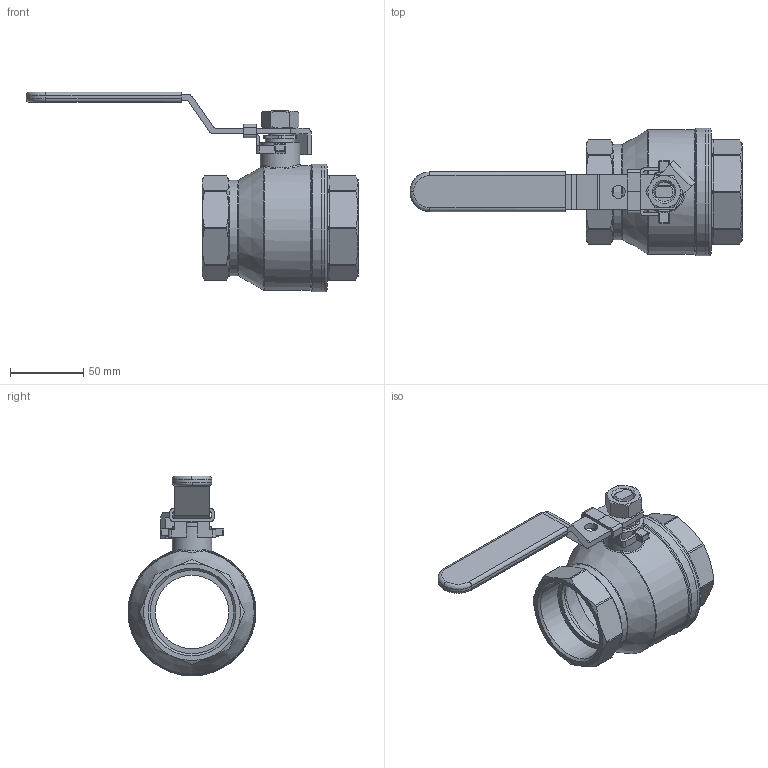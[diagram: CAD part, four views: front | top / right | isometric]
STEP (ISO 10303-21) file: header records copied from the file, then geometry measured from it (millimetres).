
FILE_DESCRIPTION(/* description */ ('Unknown'),/* implementation_level */ '2;1');
FILE_NAME(/* name */ '9360-09',/* time_stamp */ '2022-07-04T08:47:39+02:00',/* author */ ('Unknown'),/* organization */ ('Unknown'),/* preprocessor_version */ 'ST-DEVELOPER v16.7',/* originating_system */ 'Solid Edge',/* authorisation */ 'Unknown');
FILE_SCHEMA (('AUTOMOTIVE_DESIGN {1 0 10303 214 3 1 1}'));
Length unit declared in the file: millimetre
Products named in the file (15): 9360-09; 9380_2_oa_0; Körper__2; Spindel-Zusammanbau__2_oa_1; Spindel__2; Stopfbuchse__2; Einschraubteil__2; Edelstahlgriff-2; Schlo_; Stahlgriff-um; Stahlgriff; 600-2-Mutter
Assembly tree (14 placements, depth 4):
  9360-09
    9380_2_oa_0
      Körper__2
      Spindel-Zusammanbau__2_oa_1
        Spindel__2
      Stopfbuchse__2
      Einschraubteil__2
    Edelstahlgriff-2
      Schlo_
        Schlo_
      Stahlgriff-um
        Stahlgriff-um
      Stahlgriff
        Stahlgriff
    600-2-Mutter
Bounding box: 226 x 87 x 136 mm (x, y, z)
Volume: 175111 mm3; surface area: 101677.8 mm2
Topology: 8 solids, 8 shells, 343 faces, 849 edges, 531 vertices
Faces by surface type: plane 129, cylinder 111, cone 66, bspline 20, sphere 9, torus 8
Full cylindrical faces by diameter (mm): 9 x1, 13 x1, 14 x1, 16 x1, 16.1 x1, 19 x1, 20 x2, 20.376 x2, 22 x1, 27 x1, 50 x2, 56.656 x4, 60 x2, 65 x1, 75.835 x1, 78 x2, 80.5 x1, 82.2 x1, 85 x1, 87 x2
Entity records: 13141 total; most frequent: CARTESIAN_POINT 3655, DIRECTION 1578, ORIENTED_EDGE 1538, EDGE_CURVE 769, AXIS2_PLACEMENT_3D 625, VERTEX_POINT 506, EDGE_LOOP 421, FACE_BOUND 421
